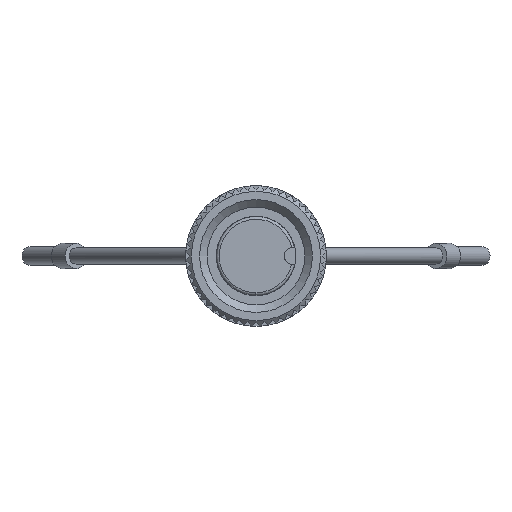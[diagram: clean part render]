
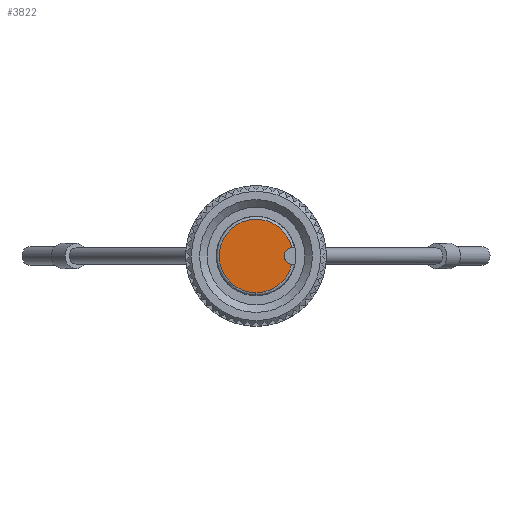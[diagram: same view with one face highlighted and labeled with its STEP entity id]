
A CAD part, left-side view. The second image highlights one B-rep face of the part: STEP entity #3822.
In plain terms, the highlighted planar face has unit normal (-1, 0, 0).
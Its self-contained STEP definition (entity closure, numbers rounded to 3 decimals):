
#230=CIRCLE('',#4061,2.601);
#241=CIRCLE('',#4079,2.601);
#242=CIRCLE('',#4080,0.6);
#1009=VERTEX_POINT('',#5398);
#1010=VERTEX_POINT('',#5400);
#1024=VERTEX_POINT('',#5503);
#1458=EDGE_CURVE('',#1009,#1010,#230,.T.);
#1478=EDGE_CURVE('',#1024,#1009,#241,.T.);
#1479=EDGE_CURVE('',#1010,#1024,#242,.F.);
#2134=ORIENTED_EDGE('',*,*,#1458,.F.);
#2135=ORIENTED_EDGE('',*,*,#1478,.F.);
#2136=ORIENTED_EDGE('',*,*,#1479,.F.);
#3353=EDGE_LOOP('',(#2134,#2135,#2136));
#3589=FACE_BOUND('',#3353,.T.);
#3822=ADVANCED_FACE('',(#3589),#7707,.F.);
#4061=AXIS2_PLACEMENT_3D('',#5399,#4489,#4490);
#4078=AXIS2_PLACEMENT_3D('',#5501,#4521,$);
#4079=AXIS2_PLACEMENT_3D('',#5502,#4522,#4523);
#4080=AXIS2_PLACEMENT_3D('',#5504,#4524,#4525);
#4489=DIRECTION('',(1.,0.,0.));
#4490=DIRECTION('',(0.,0.,-2.601));
#4521=DIRECTION('',(1.,0.,0.));
#4522=DIRECTION('',(1.,0.,0.));
#4523=DIRECTION('',(0.,0.,-2.601));
#4524=DIRECTION('',(1.,0.,0.));
#4525=DIRECTION('',(0.,0.,0.6));
#5398=CARTESIAN_POINT('',(0.5,0.,-2.601));
#5399=CARTESIAN_POINT('',(0.5,0.,0.));
#5400=CARTESIAN_POINT('',(0.5,-2.532,0.596));
#5501=CARTESIAN_POINT('',(0.5,0.,0.));
#5502=CARTESIAN_POINT('',(0.5,0.,0.));
#5503=CARTESIAN_POINT('',(0.5,-2.532,-0.596));
#5504=CARTESIAN_POINT('',(0.5,-2.599,0.));
#7707=PLANE('',#4078);
